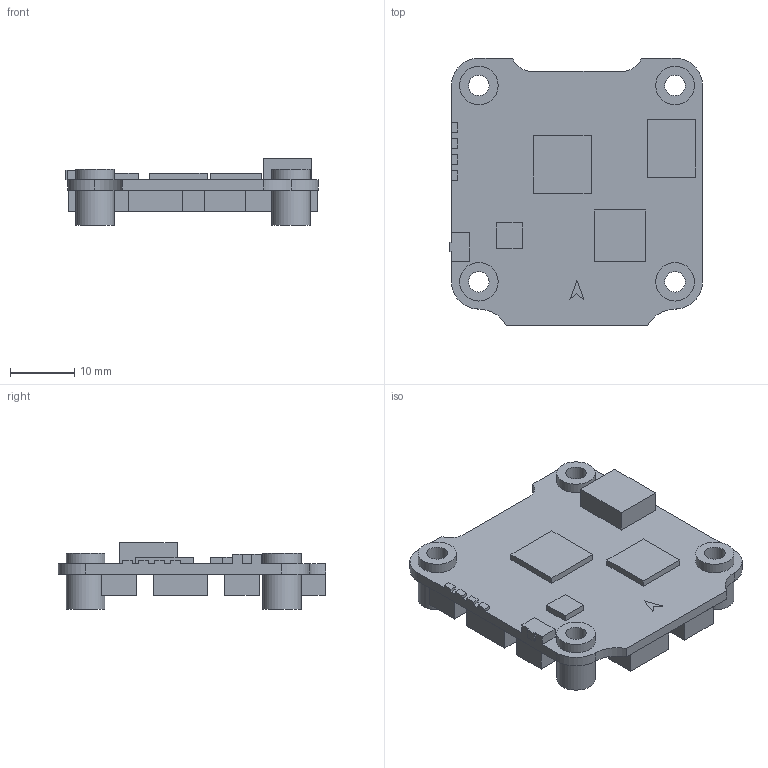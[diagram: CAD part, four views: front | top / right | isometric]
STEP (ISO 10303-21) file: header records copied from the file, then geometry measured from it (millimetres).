
FILE_DESCRIPTION(/* description */ (''),/* implementation_level */ '2;1');
FILE_NAME(/* name */ 'Speedybee F7V3.step',/* time_stamp */ '2024-01-25T14:03:07+01:00',/* author */ (''),/* organization */ (''),/* preprocessor_version */ 'ST-DEVELOPER v20',/* originating_system */ 'Autodesk Translation Framework v12.14.0.127',/* authorisation */ '');
FILE_SCHEMA (('AUTOMOTIVE_DESIGN { 1 0 10303 214 3 1 1 }'));
Length unit declared in the file: millimetre
Products named in the file (1): fc7
Bounding box: 39.3 x 41.6 x 10.4 mm (x, y, z)
Volume: 4368.3 mm3; surface area: 5449.3 mm2
Topology: 5 solids, 5 shells, 155 faces, 370 edges, 244 vertices
Faces by surface type: plane 127, cylinder 28
Full cylindrical faces by diameter (mm): 3.2 x4, 4.2 x4, 6 x12
Entity records: 4580 total; most frequent: CARTESIAN_POINT 770, DIRECTION 746, ORIENTED_EDGE 740, EDGE_CURVE 370, LINE 306, VECTOR 306, VERTEX_POINT 244, AXIS2_PLACEMENT_3D 220
